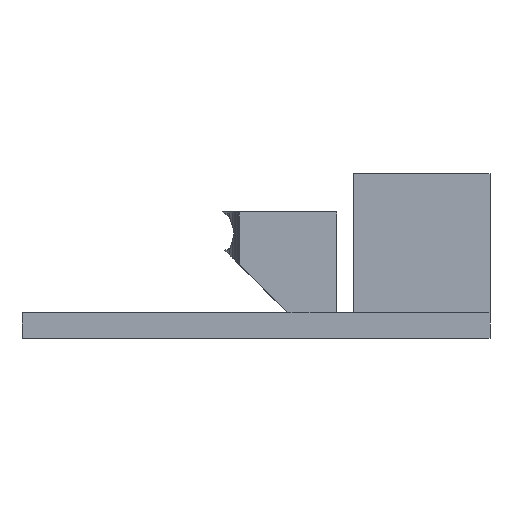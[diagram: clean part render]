
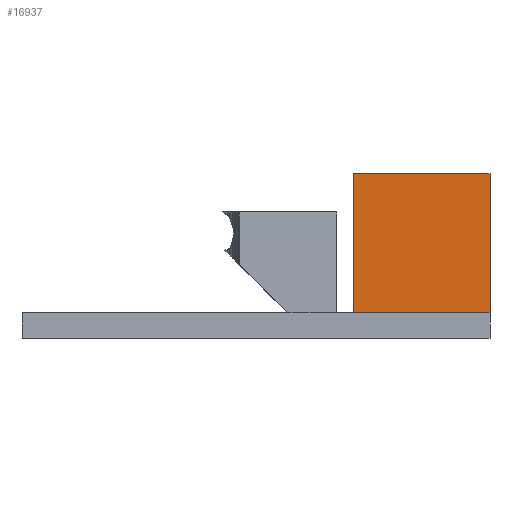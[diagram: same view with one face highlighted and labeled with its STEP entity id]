
A CAD part, left-side view. The second image highlights one B-rep face of the part: STEP entity #16937.
In plain terms, the highlighted face is planar.
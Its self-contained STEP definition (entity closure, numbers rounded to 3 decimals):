
#1186 = PLANE('',#1187);
#1187 = AXIS2_PLACEMENT_3D('',#1188,#1189,#1190);
#1188 = CARTESIAN_POINT('',(8.45,-17.785,
    19.345));
#1189 = DIRECTION('',(0.,1.,0.));
#1190 = DIRECTION('',(0.,0.,1.));
#1481 = PLANE('',#1482);
#1482 = AXIS2_PLACEMENT_3D('',#1483,#1484,#1485);
#1483 = CARTESIAN_POINT('',(-3.6,-33.785,
    12.345));
#1484 = DIRECTION('',(0.,1.,0.));
#1485 = DIRECTION('',(0.,0.,1.));
#1928 = PLANE('',#1929);
#1929 = AXIS2_PLACEMENT_3D('',#1930,#1931,#1932);
#1930 = CARTESIAN_POINT('',(0.85,-18.535,
    19.345));
#1931 = DIRECTION('',(0.,0.,1.));
#1932 = DIRECTION('',(1.,0.,0.));
#2354 = VERTEX_POINT('',#2355);
#2355 = CARTESIAN_POINT('',(-6.35,-17.785,
    19.345));
#2376 = EDGE_CURVE('',#2377,#2354,#2379,.T.);
#2377 = VERTEX_POINT('',#2378);
#2378 = CARTESIAN_POINT('',(-6.35,-33.785,
    19.345));
#2379 = SURFACE_CURVE('',#2380,(#2384,#2391),.PCURVE_S1.);
#2380 = LINE('',#2381,#2382);
#2381 = CARTESIAN_POINT('',(-6.35,-33.785,
    19.345));
#2382 = VECTOR('',#2383,1.);
#2383 = DIRECTION('',(0.,1.,0.));
#2384 = PCURVE('',#1928,#2385);
#2385 = DEFINITIONAL_REPRESENTATION('',(#2386),#2390);
#2386 = LINE('',#2387,#2388);
#2387 = CARTESIAN_POINT('',(-7.2,-15.25));
#2388 = VECTOR('',#2389,1.);
#2389 = DIRECTION('',(0.,1.));
#2390 = ( GEOMETRIC_REPRESENTATION_CONTEXT(2) 
PARAMETRIC_REPRESENTATION_CONTEXT() REPRESENTATION_CONTEXT('2D SPACE',''
  ) );
#2391 = PCURVE('',#2392,#2397);
#2392 = PLANE('',#2393);
#2393 = AXIS2_PLACEMENT_3D('',#2394,#2395,#2396);
#2394 = CARTESIAN_POINT('',(-6.35,-17.785,
    19.345));
#2395 = DIRECTION('',(1.,0.,0.));
#2396 = DIRECTION('',(0.,0.,1.));
#2397 = DEFINITIONAL_REPRESENTATION('',(#2398),#2402);
#2398 = LINE('',#2399,#2400);
#2399 = CARTESIAN_POINT('',(0.,16.));
#2400 = VECTOR('',#2401,1.);
#2401 = DIRECTION('',(0.,-1.));
#2402 = ( GEOMETRIC_REPRESENTATION_CONTEXT(2) 
PARAMETRIC_REPRESENTATION_CONTEXT() REPRESENTATION_CONTEXT('2D SPACE',''
  ) );
#5614 = EDGE_CURVE('',#2377,#5615,#5617,.T.);
#5615 = VERTEX_POINT('',#5616);
#5616 = CARTESIAN_POINT('',(-6.35,-33.785,3.));
#5617 = SURFACE_CURVE('',#5618,(#5622,#5629),.PCURVE_S1.);
#5618 = LINE('',#5619,#5620);
#5619 = CARTESIAN_POINT('',(-6.35,-33.785,
    19.345));
#5620 = VECTOR('',#5621,1.);
#5621 = DIRECTION('',(0.,0.,-1.));
#5622 = PCURVE('',#1481,#5623);
#5623 = DEFINITIONAL_REPRESENTATION('',(#5624),#5628);
#5624 = LINE('',#5625,#5626);
#5625 = CARTESIAN_POINT('',(7.,-2.75));
#5626 = VECTOR('',#5627,1.);
#5627 = DIRECTION('',(-1.,0.));
#5628 = ( GEOMETRIC_REPRESENTATION_CONTEXT(2) 
PARAMETRIC_REPRESENTATION_CONTEXT() REPRESENTATION_CONTEXT('2D SPACE',''
  ) );
#5629 = PCURVE('',#2392,#5630);
#5630 = DEFINITIONAL_REPRESENTATION('',(#5631),#5635);
#5631 = LINE('',#5632,#5633);
#5632 = CARTESIAN_POINT('',(0.,16.));
#5633 = VECTOR('',#5634,1.);
#5634 = DIRECTION('',(-1.,0.));
#5635 = ( GEOMETRIC_REPRESENTATION_CONTEXT(2) 
PARAMETRIC_REPRESENTATION_CONTEXT() REPRESENTATION_CONTEXT('2D SPACE',''
  ) );
#5653 = PLANE('',#5654);
#5654 = AXIS2_PLACEMENT_3D('',#5655,#5656,#5657);
#5655 = CARTESIAN_POINT('',(21.215,-7.,3.));
#5656 = DIRECTION('',(0.,0.,-1.));
#5657 = DIRECTION('',(-1.,0.,0.));
#12362 = EDGE_CURVE('',#5615,#12363,#12365,.T.);
#12363 = VERTEX_POINT('',#12364);
#12364 = CARTESIAN_POINT('',(-6.35,-17.785,3.));
#12365 = SURFACE_CURVE('',#12366,(#12370,#12377),.PCURVE_S1.);
#12366 = LINE('',#12367,#12368);
#12367 = CARTESIAN_POINT('',(-6.35,-33.785,3.));
#12368 = VECTOR('',#12369,1.);
#12369 = DIRECTION('',(0.,1.,0.));
#12370 = PCURVE('',#5653,#12371);
#12371 = DEFINITIONAL_REPRESENTATION('',(#12372),#12376);
#12372 = LINE('',#12373,#12374);
#12373 = CARTESIAN_POINT('',(27.565,-26.785));
#12374 = VECTOR('',#12375,1.);
#12375 = DIRECTION('',(0.,1.));
#12376 = ( GEOMETRIC_REPRESENTATION_CONTEXT(2) 
PARAMETRIC_REPRESENTATION_CONTEXT() REPRESENTATION_CONTEXT('2D SPACE',''
  ) );
#12377 = PCURVE('',#2392,#12378);
#12378 = DEFINITIONAL_REPRESENTATION('',(#12379),#12383);
#12379 = LINE('',#12380,#12381);
#12380 = CARTESIAN_POINT('',(-16.345,16.));
#12381 = VECTOR('',#12382,1.);
#12382 = DIRECTION('',(0.,-1.));
#12383 = ( GEOMETRIC_REPRESENTATION_CONTEXT(2) 
PARAMETRIC_REPRESENTATION_CONTEXT() REPRESENTATION_CONTEXT('2D SPACE',''
  ) );
#16937 = ADVANCED_FACE('',(#16938),#2392,.T.);
#16938 = FACE_BOUND('',#16939,.F.);
#16939 = EDGE_LOOP('',(#16940,#16961,#16962,#16963));
#16940 = ORIENTED_EDGE('',*,*,#16941,.T.);
#16941 = EDGE_CURVE('',#2354,#12363,#16942,.T.);
#16942 = SURFACE_CURVE('',#16943,(#16947,#16954),.PCURVE_S1.);
#16943 = LINE('',#16944,#16945);
#16944 = CARTESIAN_POINT('',(-6.35,-17.785,
    19.345));
#16945 = VECTOR('',#16946,1.);
#16946 = DIRECTION('',(0.,0.,-1.));
#16947 = PCURVE('',#2392,#16948);
#16948 = DEFINITIONAL_REPRESENTATION('',(#16949),#16953);
#16949 = LINE('',#16950,#16951);
#16950 = CARTESIAN_POINT('',(0.,0.));
#16951 = VECTOR('',#16952,1.);
#16952 = DIRECTION('',(-1.,0.));
#16953 = ( GEOMETRIC_REPRESENTATION_CONTEXT(2) 
PARAMETRIC_REPRESENTATION_CONTEXT() REPRESENTATION_CONTEXT('2D SPACE',''
  ) );
#16954 = PCURVE('',#1186,#16955);
#16955 = DEFINITIONAL_REPRESENTATION('',(#16956),#16960);
#16956 = LINE('',#16957,#16958);
#16957 = CARTESIAN_POINT('',(0.,-14.8));
#16958 = VECTOR('',#16959,1.);
#16959 = DIRECTION('',(-1.,0.));
#16960 = ( GEOMETRIC_REPRESENTATION_CONTEXT(2) 
PARAMETRIC_REPRESENTATION_CONTEXT() REPRESENTATION_CONTEXT('2D SPACE',''
  ) );
#16961 = ORIENTED_EDGE('',*,*,#12362,.F.);
#16962 = ORIENTED_EDGE('',*,*,#5614,.F.);
#16963 = ORIENTED_EDGE('',*,*,#2376,.T.);
